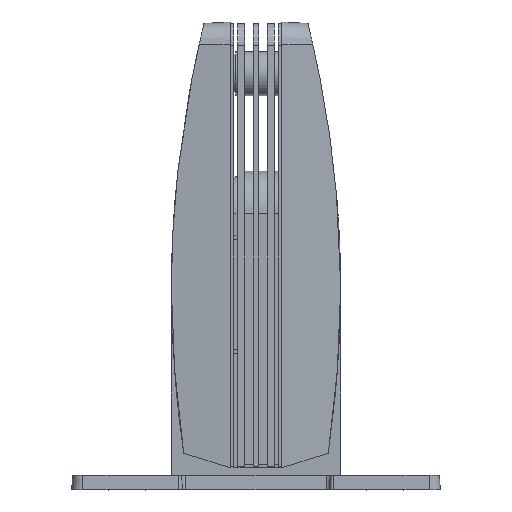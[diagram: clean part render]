
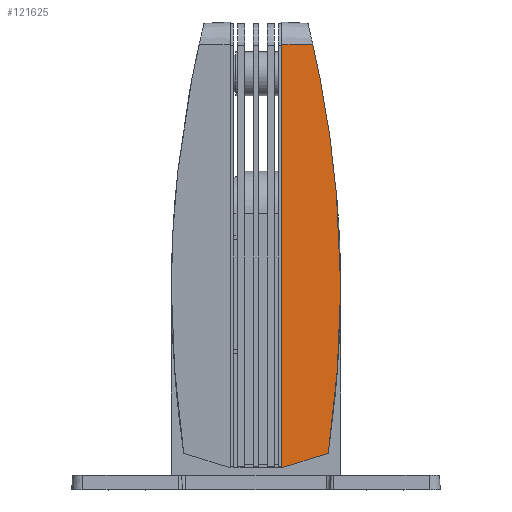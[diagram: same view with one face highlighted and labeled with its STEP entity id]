
A CAD part, front view. The second image highlights one B-rep face of the part: STEP entity #121625.
In plain terms, the highlighted planar face has unit normal (0.052, -0.999, 0).
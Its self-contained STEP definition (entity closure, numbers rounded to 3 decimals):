
#1800=DIRECTION('',(0.,0.,1.));
#1801=VECTOR('',#1800,115.);
#1802=CARTESIAN_POINT('',(7.,-11.25,11.));
#1803=LINE('',#1802,#1801);
#30008=CARTESIAN_POINT('',(22.996,-10.412,
60.271));
#30009=CARTESIAN_POINT('',(22.95,-10.414,
69.759));
#30010=CARTESIAN_POINT('',(21.961,-10.466,
88.643));
#30011=CARTESIAN_POINT('',(19.2,-10.611,
107.351));
#30012=CARTESIAN_POINT('',(17.37,-10.707,
116.659));
#30089=CARTESIAN_POINT('',(15.403,-10.81,126.));
#30090=CARTESIAN_POINT('',(16.101,-10.773,
122.895));
#30091=CARTESIAN_POINT('',(16.757,-10.739,
119.782));
#30092=CARTESIAN_POINT('',(17.37,-10.707,
116.659));
#30119=CARTESIAN_POINT('',(15.403,-10.81,
126.));
#30145=DIRECTION('',(-0.999,-0.052,
0.));
#30146=VECTOR('',#30145,8.415);
#30147=CARTESIAN_POINT('',(15.403,-10.81,
126.));
#30148=LINE('',#30147,#30146);
#30196=CARTESIAN_POINT('',(19.604,-10.589,15.));
#30197=CARTESIAN_POINT('',(20.689,-10.533,
22.506));
#30198=CARTESIAN_POINT('',(22.339,-10.446,
37.558));
#30199=CARTESIAN_POINT('',(22.951,-10.414,
52.687));
#30200=CARTESIAN_POINT('',(22.996,-10.412,
60.271));
#30212=DIRECTION('',(-0.952,-0.05,-0.302));
#30213=VECTOR('',#30212,13.24);
#30214=CARTESIAN_POINT('',(19.604,-10.589,15.));
#30215=LINE('',#30214,#30213);
#74209=VERTEX_POINT('',#30119);
#74210=VERTEX_POINT('',#30092);
#74224=VERTEX_POINT('',#30008);
#74226=VERTEX_POINT('',#30196);
#74228=CARTESIAN_POINT('',(7.,-11.25,11.));
#74229=VERTEX_POINT('',#74228);
#74246=CARTESIAN_POINT('',(7.,-11.25,126.));
#74247=VERTEX_POINT('',#74246);
#121608=CARTESIAN_POINT('',(7.,-11.25,71.5));
#121609=DIRECTION('',(0.052,-0.999,0.));
#121610=DIRECTION('',(0.999,0.052,0.));
#121611=AXIS2_PLACEMENT_3D('',#121608,#121609,#121610);
#121612=PLANE('',#121611);
#121614=ORIENTED_EDGE('',*,*,#121613,.T.);
#121615=ORIENTED_EDGE('',*,*,#121582,.F.);
#121617=ORIENTED_EDGE('',*,*,#121616,.F.);
#121619=ORIENTED_EDGE('',*,*,#121618,.T.);
#121620=ORIENTED_EDGE('',*,*,#79696,.T.);
#121622=ORIENTED_EDGE('',*,*,#121621,.F.);
#121623=EDGE_LOOP('',(#121614,#121615,#121617,#121619,#121620,#121622));
#121624=FACE_OUTER_BOUND('',#121623,.F.);
#30013=B_SPLINE_CURVE_WITH_KNOTS('',3,(#30008,#30009,#30010,#30011,#30012),
.UNSPECIFIED.,.F.,.F.,(4,1,4),(0.,0.5,1.),.UNSPECIFIED.);
#30093=B_SPLINE_CURVE_WITH_KNOTS('',3,(#30089,#30090,#30091,#30092),
.UNSPECIFIED.,.F.,.F.,(4,4),(0.,1.),.UNSPECIFIED.);
#30201=B_SPLINE_CURVE_WITH_KNOTS('',3,(#30196,#30197,#30198,#30199,#30200),
.UNSPECIFIED.,.F.,.F.,(4,1,4),(0.,0.5,1.),.UNSPECIFIED.);
#79696=EDGE_CURVE('',#74229,#74247,#1803,.T.);
#121582=EDGE_CURVE('',#74224,#74210,#30013,.T.);
#121613=EDGE_CURVE('',#74209,#74210,#30093,.T.);
#121616=EDGE_CURVE('',#74226,#74224,#30201,.T.);
#121618=EDGE_CURVE('',#74226,#74229,#30215,.T.);
#121621=EDGE_CURVE('',#74209,#74247,#30148,.T.);
#121625=ADVANCED_FACE('',(#121624),#121612,.T.);
